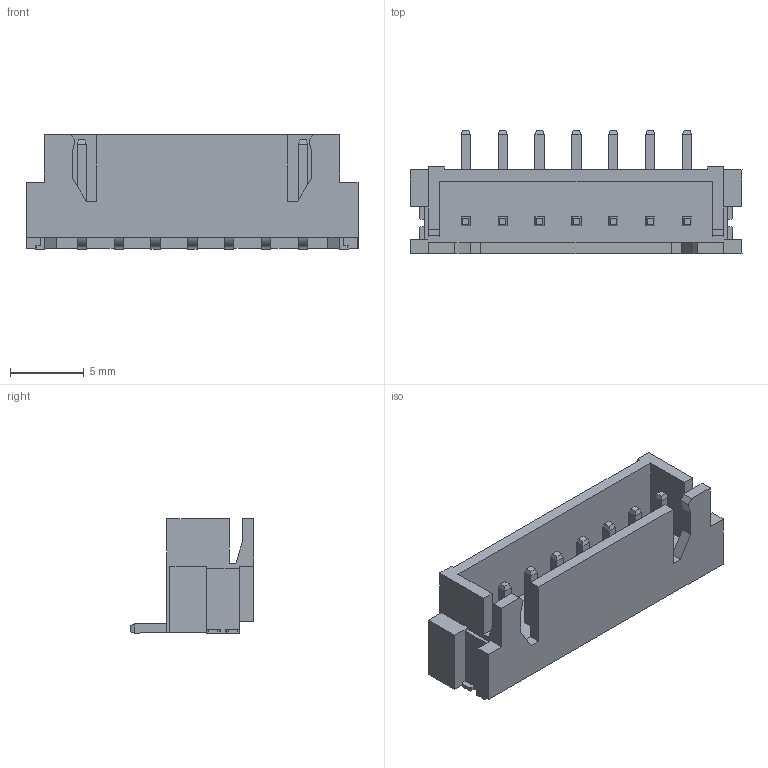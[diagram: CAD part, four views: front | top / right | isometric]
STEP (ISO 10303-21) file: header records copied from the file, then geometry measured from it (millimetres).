
FILE_DESCRIPTION(/* description */ (''),/* implementation_level */ '2;1');
FILE_NAME(/* name */ 'JST-XP_7V_SMD v3.step',/* time_stamp */ '2023-06-20T15:42:50-04:00',/* author */ (''),/* organization */ (''),/* preprocessor_version */ 'ST-DEVELOPER v19.2',/* originating_system */ 'Autodesk Translation Framework v12.6.0.85',/* authorisation */ '');
FILE_SCHEMA (('AUTOMOTIVE_DESIGN { 1 0 10303 214 3 1 1 }'));
Length unit declared in the file: millimetre
Products named in the file (2): JST-XP_7V_SMD; JST-XH_4-PIN
Assembly tree (1 placements, depth 2):
  JST-XP_7V_SMD
    JST-XH_4-PIN
Bounding box: 22.5 x 8.4 x 7.75 mm (x, y, z)
Volume: 442.6 mm3; surface area: 1279.9 mm2
Topology: 10 solids, 10 shells, 280 faces, 752 edges, 492 vertices
Faces by surface type: plane 254, cylinder 26
Entity records: 8677 total; most frequent: CARTESIAN_POINT 1527, ORIENTED_EDGE 1504, DIRECTION 1370, EDGE_CURVE 752, LINE 700, VECTOR 700, VERTEX_POINT 492, AXIS2_PLACEMENT_3D 335
